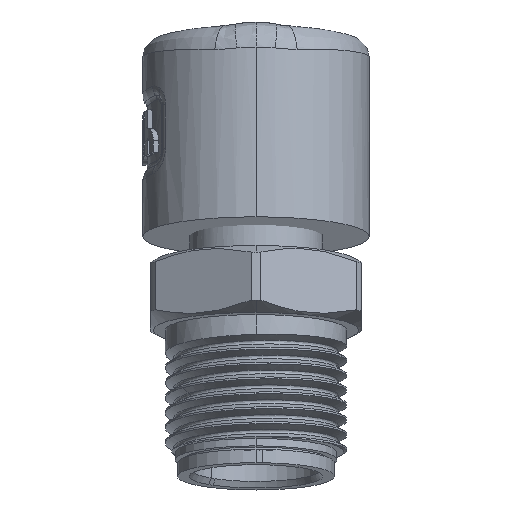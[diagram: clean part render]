
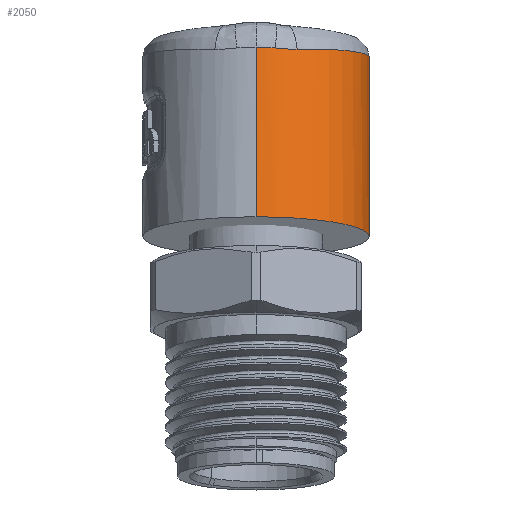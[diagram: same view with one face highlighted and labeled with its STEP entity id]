
A CAD part, front view. The second image highlights one B-rep face of the part: STEP entity #2050.
In plain terms, the highlighted cylindrical face has radius 7.5 mm (diameter 15 mm), a partial arc.
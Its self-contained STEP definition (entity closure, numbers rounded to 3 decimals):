
#2050=ADVANCED_FACE('',(#4370),#4371,.T.);
#4370=FACE_OUTER_BOUND('',#8035,.T.);
#4371=CYLINDRICAL_SURFACE('',#8036,7.5);
#8035=EDGE_LOOP('',(#22428,#22429,#22430,#22431,#22432,#22433,#22434,#22435,#22436,#22437,#22438));
#8036=AXIS2_PLACEMENT_3D('',#22439,#22440,#22441);
#22428=ORIENTED_EDGE('',*,*,#26936,.F.);
#22429=ORIENTED_EDGE('',*,*,#26937,.F.);
#22430=ORIENTED_EDGE('',*,*,#26938,.F.);
#22431=ORIENTED_EDGE('',*,*,#26934,.F.);
#22432=ORIENTED_EDGE('',*,*,#26927,.F.);
#22433=ORIENTED_EDGE('',*,*,#26939,.F.);
#22434=ORIENTED_EDGE('',*,*,#26940,.F.);
#22435=ORIENTED_EDGE('',*,*,#26871,.F.);
#22436=ORIENTED_EDGE('',*,*,#26941,.T.);
#22437=ORIENTED_EDGE('',*,*,#26869,.T.);
#22438=ORIENTED_EDGE('',*,*,#26942,.F.);
#22439=CARTESIAN_POINT('',(0.0,6.646,-7.682));
#22440=DIRECTION('',(0.0,-0.174,-0.985));
#22441=DIRECTION('',(0.0,-0.985,0.174));
#26869=EDGE_CURVE('',#30722,#30720,#30723,.T.);
#26871=EDGE_CURVE('',#30724,#30726,#30727,.T.);
#26927=EDGE_CURVE('',#30820,#30822,#30823,.T.);
#26934=EDGE_CURVE('',#30822,#30829,#30831,.T.);
#26936=EDGE_CURVE('',#30833,#30834,#30835,.T.);
#26937=EDGE_CURVE('',#30836,#30833,#30837,.T.);
#26938=EDGE_CURVE('',#30829,#30836,#30838,.T.);
#26939=EDGE_CURVE('',#30839,#30820,#30840,.T.);
#26940=EDGE_CURVE('',#30726,#30839,#30841,.T.);
#26941=EDGE_CURVE('',#30724,#30722,#30842,.T.);
#26942=EDGE_CURVE('',#30834,#30720,#30843,.T.);
#30720=VERTEX_POINT('',#36470);
#30722=VERTEX_POINT('',#36493);
#30723=LINE('',#36494,#36495);
#30724=VERTEX_POINT('',#36496);
#30726=VERTEX_POINT('',#36498);
#30727=LINE('',#36499,#36500);
#30820=VERTEX_POINT('',#36978);
#30822=VERTEX_POINT('',#36990);
#30823=B_SPLINE_CURVE_WITH_KNOTS('',3,(#36991,#36992,#36993,#36994,#36995,#36996,#36997,#36998,#36999,#37000,#37001,#37002,#37003,#37004,#37005),.UNSPECIFIED.,.F.,.F.,(4,1,1,1,1,1,1,1,1,1,1,1,4),(0.0,0.083,0.167,0.25,0.333,0.417,0.5,0.583,0.667,0.75,0.833,0.917,1.0),.UNSPECIFIED.);
#30829=VERTEX_POINT('',#37026);
#30831=B_SPLINE_CURVE_WITH_KNOTS('',3,(#37032,#37033,#37034,#37035,#37036,#37037),.UNSPECIFIED.,.F.,.F.,(4,1,1,4),(0.0,0.333,0.667,1.0),.UNSPECIFIED.);
#30833=VERTEX_POINT('',#37039);
#30834=VERTEX_POINT('',#37040);
#30835=B_SPLINE_CURVE_WITH_KNOTS('',3,(#37041,#37042,#37043,#37044,#37045,#37046),.UNSPECIFIED.,.F.,.F.,(4,1,1,4),(0.0,0.333,0.667,1.0),.UNSPECIFIED.);
#30836=VERTEX_POINT('',#37047);
#30837=B_SPLINE_CURVE_WITH_KNOTS('',3,(#37048,#37049,#37050,#37051,#37052,#37053),.UNSPECIFIED.,.F.,.F.,(4,1,1,4),(0.0,0.333,0.667,1.0),.UNSPECIFIED.);
#30838=B_SPLINE_CURVE_WITH_KNOTS('',3,(#37054,#37055,#37056,#37057,#37058,#37059),.UNSPECIFIED.,.F.,.F.,(4,1,1,4),(0.0,0.333,0.667,1.0),.UNSPECIFIED.);
#30839=VERTEX_POINT('',#37060);
#30840=B_SPLINE_CURVE_WITH_KNOTS('',3,(#37061,#37062,#37063,#37064,#37065,#37066),.UNSPECIFIED.,.F.,.F.,(4,1,1,4),(0.0,0.333,0.667,1.0),.UNSPECIFIED.);
#30841=B_SPLINE_CURVE_WITH_KNOTS('',3,(#37067,#37068,#37069,#37070,#37071,#37072,#37073,#37074),.UNSPECIFIED.,.F.,.F.,(4,1,1,1,1,4),(0.0,0.203,0.406,0.606,0.804,1.0),.UNSPECIFIED.);
#30842=CIRCLE('',#37075,7.5);
#30843=B_SPLINE_CURVE_WITH_KNOTS('',3,(#37076,#37077,#37078,#37079,#37080,#37081,#37082,#37083,#37084,#37085,#37086,#37087,#37088,#37089,#37090,#37091,#37092,#37093,#37094,#37095,#37096,#37097),.UNSPECIFIED.,.F.,.F.,(4,1,1,1,1,1,1,1,1,1,1,1,1,1,1,1,1,1,1,4),(0.0,0.053,0.105,0.158,0.211,0.263,0.316,0.368,0.421,0.474,0.526,0.579,0.632,0.684,0.737,0.789,0.842,0.895,0.947,1.0),.UNSPECIFIED.);
#36470=CARTESIAN_POINT('',(0.,14.348,-7.187));
#36493=CARTESIAN_POINT('',(0.,14.032,-8.984));
#36494=CARTESIAN_POINT('',(0.,14.032,-8.984));
#36495=VECTOR('',#44559,1.825);
#36496=CARTESIAN_POINT('',(0.0,-0.741,-6.379));
#36498=CARTESIAN_POINT('',(0.,1.239,4.847));
#36499=CARTESIAN_POINT('',(0.0,-0.741,-6.379));
#36500=VECTOR('',#44563,11.4);
#36978=CARTESIAN_POINT('',(2.72,1.732,4.701));
#36990=CARTESIAN_POINT('',(5.818,13.425,3.511));
#36991=CARTESIAN_POINT('',(2.72,1.732,4.701));
#36992=CARTESIAN_POINT('',(3.086,1.877,4.707));
#36993=CARTESIAN_POINT('',(3.796,2.226,4.71));
#36994=CARTESIAN_POINT('',(4.763,2.904,4.689));
#36995=CARTESIAN_POINT('',(5.613,3.722,4.644));
#36996=CARTESIAN_POINT('',(6.321,4.651,4.577));
#36997=CARTESIAN_POINT('',(6.89,5.702,4.488));
#36998=CARTESIAN_POINT('',(7.282,6.819,4.381));
#36999=CARTESIAN_POINT('',(7.492,7.984,4.257));
#37000=CARTESIAN_POINT('',(7.52,9.138,4.124));
#37001=CARTESIAN_POINT('',(7.361,10.32,3.976));
#37002=CARTESIAN_POINT('',(7.019,11.445,3.823));
#37003=CARTESIAN_POINT('',(6.508,12.494,3.667));
#37004=CARTESIAN_POINT('',(6.063,13.128,3.563));
#37005=CARTESIAN_POINT('',(5.818,13.425,3.511));
#37026=CARTESIAN_POINT('',(6.507,12.012,1.274));
#37032=CARTESIAN_POINT('',(5.818,13.425,3.511));
#37033=CARTESIAN_POINT('',(5.945,13.22,3.248));
#37034=CARTESIAN_POINT('',(6.158,12.838,2.731));
#37035=CARTESIAN_POINT('',(6.378,12.363,1.986));
#37036=CARTESIAN_POINT('',(6.471,12.117,1.509));
#37037=CARTESIAN_POINT('',(6.507,12.012,1.274));
#37039=CARTESIAN_POINT('',(6.569,11.604,-0.401));
#37040=CARTESIAN_POINT('',(6.536,11.568,-0.949));
#37041=CARTESIAN_POINT('',(6.569,11.604,-0.401));
#37042=CARTESIAN_POINT('',(6.569,11.594,-0.458));
#37043=CARTESIAN_POINT('',(6.568,11.576,-0.576));
#37044=CARTESIAN_POINT('',(6.557,11.563,-0.758));
#37045=CARTESIAN_POINT('',(6.544,11.565,-0.885));
#37046=CARTESIAN_POINT('',(6.536,11.568,-0.949));
#37047=CARTESIAN_POINT('',(6.561,11.795,0.599));
#37048=CARTESIAN_POINT('',(6.561,11.795,0.599));
#37049=CARTESIAN_POINT('',(6.562,11.774,0.488));
#37050=CARTESIAN_POINT('',(6.564,11.732,0.266));
#37051=CARTESIAN_POINT('',(6.567,11.667,-0.067));
#37052=CARTESIAN_POINT('',(6.568,11.625,-0.29));
#37053=CARTESIAN_POINT('',(6.569,11.604,-0.401));
#37054=CARTESIAN_POINT('',(6.507,12.012,1.274));
#37055=CARTESIAN_POINT('',(6.519,11.977,1.194));
#37056=CARTESIAN_POINT('',(6.539,11.913,1.038));
#37057=CARTESIAN_POINT('',(6.556,11.841,0.812));
#37058=CARTESIAN_POINT('',(6.561,11.808,0.669));
#37059=CARTESIAN_POINT('',(6.561,11.795,0.599));
#37060=CARTESIAN_POINT('',(1.266,1.337,4.784));
#37061=CARTESIAN_POINT('',(1.266,1.337,4.784));
#37062=CARTESIAN_POINT('',(1.44,1.364,4.765));
#37063=CARTESIAN_POINT('',(1.781,1.43,4.731));
#37064=CARTESIAN_POINT('',(2.267,1.564,4.702));
#37065=CARTESIAN_POINT('',(2.572,1.673,4.699));
#37066=CARTESIAN_POINT('',(2.72,1.732,4.701));
#37067=CARTESIAN_POINT('',(0.,1.239,4.847));
#37068=CARTESIAN_POINT('',(0.086,1.239,4.847));
#37069=CARTESIAN_POINT('',(0.259,1.242,4.846));
#37070=CARTESIAN_POINT('',(0.516,1.254,4.839));
#37071=CARTESIAN_POINT('',(0.769,1.274,4.828));
#37072=CARTESIAN_POINT('',(1.019,1.302,4.81));
#37073=CARTESIAN_POINT('',(1.184,1.325,4.794));
#37074=CARTESIAN_POINT('',(1.266,1.337,4.784));
#37075=AXIS2_PLACEMENT_3D('',#44575,#44576,#44577);
#37076=CARTESIAN_POINT('',(6.536,11.568,-0.949));
#37077=CARTESIAN_POINT('',(6.52,11.574,-1.077));
#37078=CARTESIAN_POINT('',(6.481,11.598,-1.342));
#37079=CARTESIAN_POINT('',(6.394,11.67,-1.769));
#37080=CARTESIAN_POINT('',(6.273,11.784,-2.227));
#37081=CARTESIAN_POINT('',(6.109,11.942,-2.719));
#37082=CARTESIAN_POINT('',(5.893,12.145,-3.24));
#37083=CARTESIAN_POINT('',(5.622,12.382,-3.772));
#37084=CARTESIAN_POINT('',(5.296,12.642,-4.298));
#37085=CARTESIAN_POINT('',(4.928,12.904,-4.791));
#37086=CARTESIAN_POINT('',(4.528,13.155,-5.239));
#37087=CARTESIAN_POINT('',(4.105,13.387,-5.637));
#37088=CARTESIAN_POINT('',(3.667,13.595,-5.984));
#37089=CARTESIAN_POINT('',(3.219,13.777,-6.282));
#37090=CARTESIAN_POINT('',(2.764,13.934,-6.534));
#37091=CARTESIAN_POINT('',(2.305,14.064,-6.741));
#37092=CARTESIAN_POINT('',(1.844,14.169,-6.907));
#37093=CARTESIAN_POINT('',(1.381,14.25,-7.034));
#37094=CARTESIAN_POINT('',(0.918,14.307,-7.123));
#37095=CARTESIAN_POINT('',(0.457,14.341,-7.175));
#37096=CARTESIAN_POINT('',(0.152,14.348,-7.187));
#37097=CARTESIAN_POINT('',(0.,14.348,-7.187));
#44559=DIRECTION('',(0.,0.174,0.985));
#44563=DIRECTION('',(0.,0.174,0.985));
#44575=CARTESIAN_POINT('',(0.0,6.646,-7.682));
#44576=DIRECTION('',(0.0,0.174,0.985));
#44577=DIRECTION('',(0.0,-0.985,0.174));
